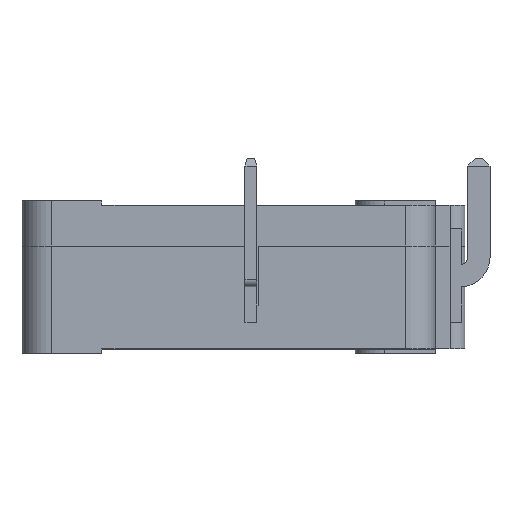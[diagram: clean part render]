
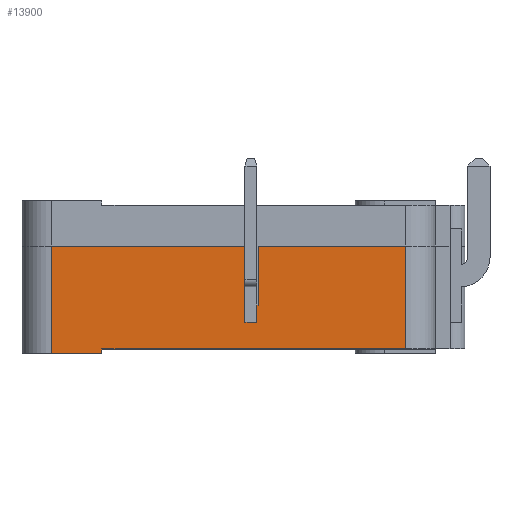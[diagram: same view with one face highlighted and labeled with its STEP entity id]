
A CAD part, front view. The second image highlights one B-rep face of the part: STEP entity #13900.
In plain terms, the highlighted planar face has unit normal (0, -1, 0).
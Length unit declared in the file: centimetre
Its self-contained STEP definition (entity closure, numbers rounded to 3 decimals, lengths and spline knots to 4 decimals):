
#804=FACE_OUTER_BOUND('',#1573,.T.);
#1573=EDGE_LOOP('',(#9403,#9404,#9405,#9406,#9407,#9408,#9409,#9410,#9411,
#9412,#9413,#9414));
#2553=LINE('',#18454,#4140);
#2587=LINE('',#18525,#4174);
#2591=LINE('',#18534,#4178);
#2593=LINE('',#18538,#4180);
#2594=LINE('',#18540,#4181);
#2595=LINE('',#18542,#4182);
#2596=LINE('',#18544,#4183);
#2597=LINE('',#18546,#4184);
#2598=LINE('',#18548,#4185);
#2599=LINE('',#18550,#4186);
#2600=LINE('',#18552,#4187);
#2601=LINE('',#18553,#4188);
#4140=VECTOR('',#15500,1.);
#4174=VECTOR('',#15562,1.);
#4178=VECTOR('',#15572,1.);
#4180=VECTOR('',#15576,1.);
#4181=VECTOR('',#15577,1.);
#4182=VECTOR('',#15578,1.);
#4183=VECTOR('',#15579,1.);
#4184=VECTOR('',#15580,1.);
#4185=VECTOR('',#15581,1.);
#4186=VECTOR('',#15582,1.);
#4187=VECTOR('',#15583,1.);
#4188=VECTOR('',#15584,1.);
#5705=VERTEX_POINT('',#18451);
#5706=VERTEX_POINT('',#18453);
#5729=VERTEX_POINT('',#18523);
#5731=VERTEX_POINT('',#18533);
#5732=VERTEX_POINT('',#18537);
#5733=VERTEX_POINT('',#18539);
#5734=VERTEX_POINT('',#18541);
#5735=VERTEX_POINT('',#18543);
#5736=VERTEX_POINT('',#18545);
#5737=VERTEX_POINT('',#18547);
#5738=VERTEX_POINT('',#18549);
#5739=VERTEX_POINT('',#18551);
#7133=EDGE_CURVE('',#5706,#5705,#2553,.T.);
#7169=EDGE_CURVE('',#5705,#5729,#2587,.T.);
#7173=EDGE_CURVE('',#5729,#5731,#2591,.T.);
#7175=EDGE_CURVE('',#5731,#5732,#2593,.T.);
#7176=EDGE_CURVE('',#5733,#5732,#2594,.T.);
#7177=EDGE_CURVE('',#5734,#5733,#2595,.T.);
#7178=EDGE_CURVE('',#5734,#5735,#2596,.T.);
#7179=EDGE_CURVE('',#5735,#5736,#2597,.T.);
#7180=EDGE_CURVE('',#5736,#5737,#2598,.T.);
#7181=EDGE_CURVE('',#5737,#5738,#2599,.T.);
#7182=EDGE_CURVE('',#5738,#5739,#2600,.T.);
#7183=EDGE_CURVE('',#5739,#5706,#2601,.T.);
#9403=ORIENTED_EDGE('',*,*,#7173,.T.);
#9404=ORIENTED_EDGE('',*,*,#7175,.T.);
#9405=ORIENTED_EDGE('',*,*,#7176,.F.);
#9406=ORIENTED_EDGE('',*,*,#7177,.F.);
#9407=ORIENTED_EDGE('',*,*,#7178,.T.);
#9408=ORIENTED_EDGE('',*,*,#7179,.T.);
#9409=ORIENTED_EDGE('',*,*,#7180,.T.);
#9410=ORIENTED_EDGE('',*,*,#7181,.T.);
#9411=ORIENTED_EDGE('',*,*,#7182,.T.);
#9412=ORIENTED_EDGE('',*,*,#7183,.T.);
#9413=ORIENTED_EDGE('',*,*,#7133,.T.);
#9414=ORIENTED_EDGE('',*,*,#7169,.T.);
#13388=PLANE('',#14697);
#13900=ADVANCED_FACE('',(#804),#13388,.T.);
#14697=AXIS2_PLACEMENT_3D('',#18536,#15574,#15575);
#15500=DIRECTION('',(0.,0.,-1.));
#15562=DIRECTION('',(-1.,0.,0.));
#15572=DIRECTION('',(0.,0.,1.));
#15574=DIRECTION('center_axis',(0.,-1.,0.));
#15575=DIRECTION('ref_axis',(0.,0.,-1.));
#15576=DIRECTION('',(-1.,0.,0.));
#15577=DIRECTION('',(0.,0.,1.));
#15578=DIRECTION('',(-1.,0.,0.));
#15579=DIRECTION('',(0.,0.,1.));
#15580=DIRECTION('',(1.,0.,0.));
#15581=DIRECTION('',(0.,0.,1.));
#15582=DIRECTION('',(-1.,0.,0.));
#15583=DIRECTION('',(0.,0.,-1.));
#15584=DIRECTION('',(-1.,0.,0.));
#18451=CARTESIAN_POINT('',(-1.305,-0.7475,0.21));
#18453=CARTESIAN_POINT('',(-1.305,-0.7475,0.325));
#18454=CARTESIAN_POINT('',(-1.305,-0.7475,0.3625));
#18523=CARTESIAN_POINT('',(-1.385,-0.7475,0.21));
#18525=CARTESIAN_POINT('',(-0.8025,-0.7475,0.21));
#18533=CARTESIAN_POINT('',(-1.385,-0.7475,0.725));
#18534=CARTESIAN_POINT('',(-1.385,-0.7475,0.1625));
#18536=CARTESIAN_POINT('Origin',(-0.3,-0.7475,
0.));
#18537=CARTESIAN_POINT('',(-2.69,-0.7475,0.725));
#18538=CARTESIAN_POINT('',(-1.5951,-0.7475,0.725));
#18539=CARTESIAN_POINT('',(-2.69,-0.7475,0.));
#18540=CARTESIAN_POINT('',(-2.69,-0.7475,0.));
#18541=CARTESIAN_POINT('',(-2.35,-0.7475,0.));
#18542=CARTESIAN_POINT('',(-0.3,-0.7475,0.));
#18543=CARTESIAN_POINT('',(-2.35,-0.7475,0.03));
#18544=CARTESIAN_POINT('',(-2.35,-0.7475,0.));
#18545=CARTESIAN_POINT('',(-0.3,-0.7475,0.03));
#18546=CARTESIAN_POINT('',(-0.8452,-0.7475,0.03));
#18547=CARTESIAN_POINT('',(-0.3,-0.7475,0.725));
#18548=CARTESIAN_POINT('',(-0.3,-0.7475,0.));
#18549=CARTESIAN_POINT('',(-1.295,-0.7475,0.725));
#18550=CARTESIAN_POINT('',(-1.5951,-0.7475,0.725));
#18551=CARTESIAN_POINT('',(-1.295,-0.7475,0.325));
#18552=CARTESIAN_POINT('',(-1.295,-0.7475,0.1625));
#18553=CARTESIAN_POINT('',(-0.8375,-0.7475,0.325));
